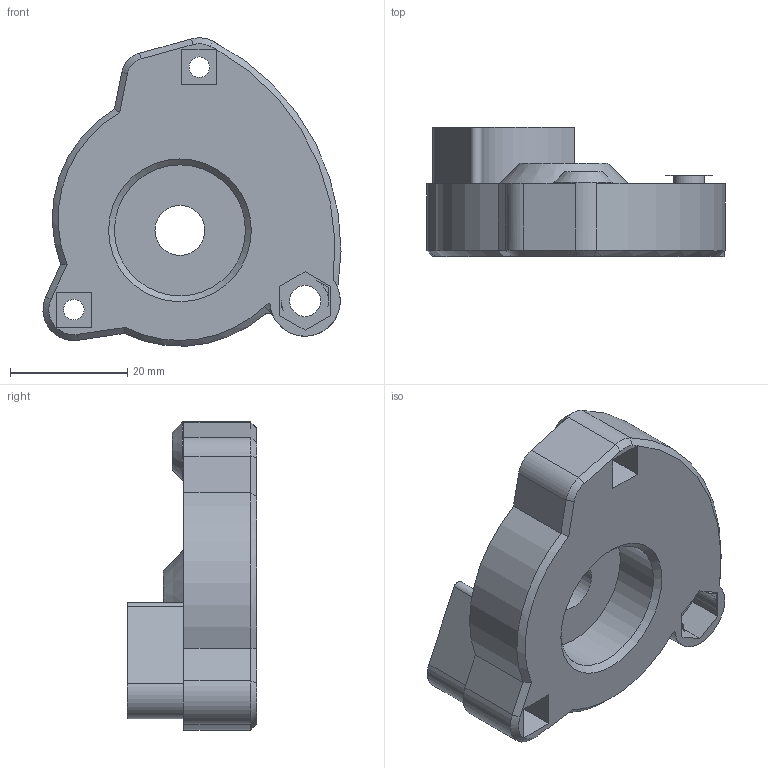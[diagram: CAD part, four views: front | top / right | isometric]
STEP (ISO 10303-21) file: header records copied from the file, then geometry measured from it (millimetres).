
FILE_DESCRIPTION(/* description */ (''),/* implementation_level */ '2;1');
FILE_NAME(/* name */ 'Tensioner PC4.step',/* time_stamp */ '2022-11-01T13:29:30-05:00',/* author */ (''),/* organization */ (''),/* preprocessor_version */ 'ST-DEVELOPER v19',/* originating_system */ 'Autodesk Translation Framework v11.7.0.108',/* authorisation */ '');
FILE_SCHEMA (('AUTOMOTIVE_DESIGN { 1 0 10303 214 3 1 1 }'));
Length unit declared in the file: millimetre
Products named in the file (1): B PC1
Bounding box: 50.74 x 22 x 52.5 mm (x, y, z)
Volume: 22964.9 mm3; surface area: 8504.6 mm2
Topology: 1 solids, 1 shells, 74 faces, 180 edges, 114 vertices
Faces by surface type: plane 41, cylinder 22, cone 10, bspline 1
Full cylindrical faces by diameter (mm): 3.5 x2, 5.3 x1, 8.5 x1, 10 x1, 22.3 x1
Entity records: 2405 total; most frequent: CARTESIAN_POINT 595, DIRECTION 371, ORIENTED_EDGE 358, EDGE_CURVE 179, AXIS2_PLACEMENT_3D 131, VERTEX_POINT 114, LINE 109, VECTOR 109
